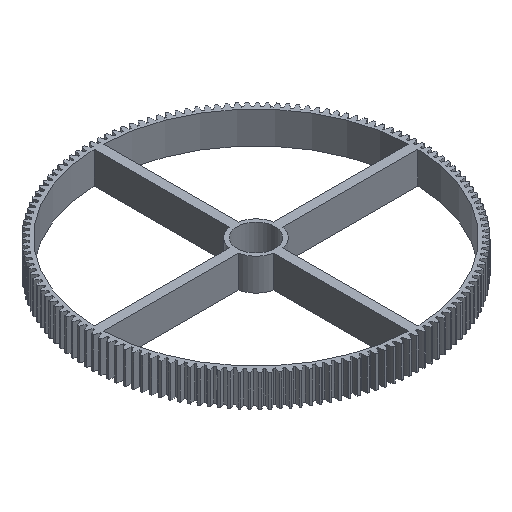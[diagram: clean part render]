
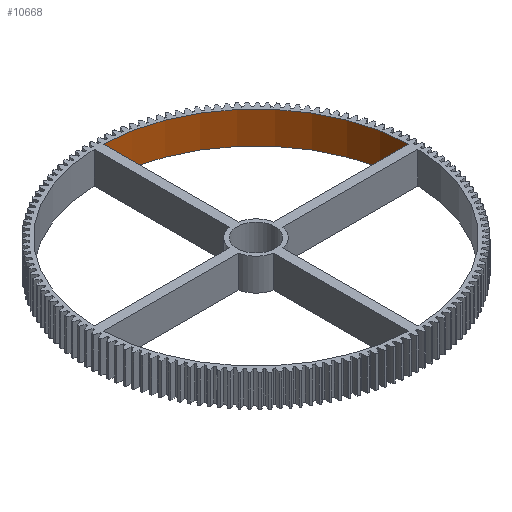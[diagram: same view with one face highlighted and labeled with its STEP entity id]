
A CAD part, isometric view. The second image highlights one B-rep face of the part: STEP entity #10668.
In plain terms, the highlighted cylindrical face has radius 34.5 mm (diameter 69 mm), a partial arc.
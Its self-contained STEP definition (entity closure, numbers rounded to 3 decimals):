
#33=CIRCLE('',#11291,34.5);
#34=CIRCLE('',#11292,34.5);
#1191=CYLINDRICAL_SURFACE('',#11290,34.5);
#1777=FACE_OUTER_BOUND('',#2368,.T.);
#2368=EDGE_LOOP('',(#7151,#7152,#7153,#7154));
#2979=LINE('',#17196,#3584);
#2980=LINE('',#17202,#3585);
#3584=VECTOR('',#13081,10.);
#3585=VECTOR('',#13088,10.);
#4187=VERTEX_POINT('',#17190);
#4189=VERTEX_POINT('',#17194);
#4190=VERTEX_POINT('',#17198);
#4191=VERTEX_POINT('',#17200);
#5375=EDGE_CURVE('',#4189,#4187,#2979,.T.);
#5376=EDGE_CURVE('',#4187,#4190,#33,.T.);
#5377=EDGE_CURVE('',#4191,#4189,#34,.T.);
#5378=EDGE_CURVE('',#4191,#4190,#2980,.T.);
#7151=ORIENTED_EDGE('',*,*,#5376,.F.);
#7152=ORIENTED_EDGE('',*,*,#5375,.F.);
#7153=ORIENTED_EDGE('',*,*,#5377,.F.);
#7154=ORIENTED_EDGE('',*,*,#5378,.T.);
#10668=ADVANCED_FACE('',(#1777),#1191,.F.);
#11290=AXIS2_PLACEMENT_3D('',#17197,#13082,#13083);
#11291=AXIS2_PLACEMENT_3D('',#17199,#13084,#13085);
#11292=AXIS2_PLACEMENT_3D('',#17201,#13086,#13087);
#13081=DIRECTION('',(0.,0.,-1.));
#13082=DIRECTION('center_axis',(0.,0.,-1.));
#13083=DIRECTION('ref_axis',(1.,0.,0.));
#13084=DIRECTION('center_axis',(0.,0.,1.));
#13085=DIRECTION('ref_axis',(1.,0.,0.));
#13086=DIRECTION('center_axis',(0.,0.,-1.));
#13087=DIRECTION('ref_axis',(1.,0.,0.));
#13088=DIRECTION('',(0.,0.,-1.));
#17190=CARTESIAN_POINT('',(34.486,1.,0.));
#17194=CARTESIAN_POINT('',(34.486,1.,7.));
#17196=CARTESIAN_POINT('',(34.486,1.,7.));
#17197=CARTESIAN_POINT('Origin',(0.,0.,7.));
#17198=CARTESIAN_POINT('',(1.,34.486,0.));
#17199=CARTESIAN_POINT('Origin',(0.,0.,0.));
#17200=CARTESIAN_POINT('',(1.,34.486,7.));
#17201=CARTESIAN_POINT('Origin',(0.,0.,7.));
#17202=CARTESIAN_POINT('',(1.,34.486,7.));
